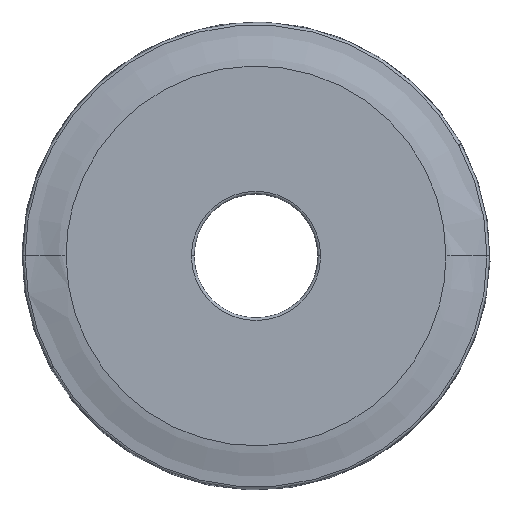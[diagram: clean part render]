
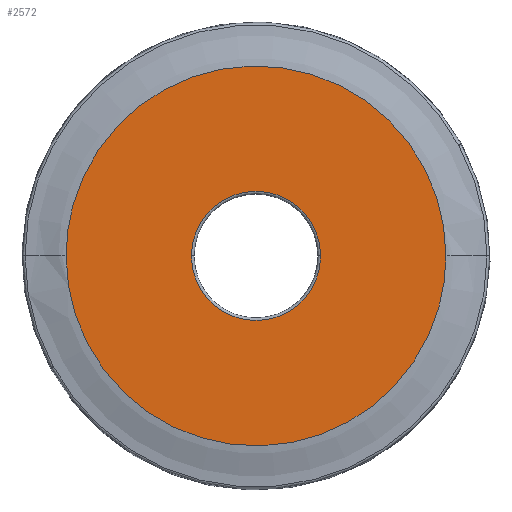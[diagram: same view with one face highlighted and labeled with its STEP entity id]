
A CAD part, top view. The second image highlights one B-rep face of the part: STEP entity #2572.
In plain terms, the highlighted planar face has unit normal (0, 0, -1).
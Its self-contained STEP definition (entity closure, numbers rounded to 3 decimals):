
#2492=AXIS2_PLACEMENT_3D('Plane Axis2P3D',#2489,#2490,#2491) ;
#2556=AXIS2_PLACEMENT_3D('Circle Axis2P3D',#2554,#2555,$) ;
#2565=AXIS2_PLACEMENT_3D('Circle Axis2P3D',#2563,#2564,$) ;
#2489=CARTESIAN_POINT('Axis2P3D Location',(0.,0.,9.9)) ;
#2495=CARTESIAN_POINT('Control Point',(21.5,0.,9.9)) ;
#2496=CARTESIAN_POINT('Control Point',(21.5,2.206,9.9)) ;
#2497=CARTESIAN_POINT('Control Point',(21.217,4.413,9.9)) ;
#2498=CARTESIAN_POINT('Control Point',(20.651,6.571,9.9)) ;
#2499=CARTESIAN_POINT('Control Point',(19.01,10.615,9.9)) ;
#2500=CARTESIAN_POINT('Control Point',(16.419,14.124,9.9)) ;
#2501=CARTESIAN_POINT('Control Point',(14.942,15.678,9.9)) ;
#2502=CARTESIAN_POINT('Control Point',(11.635,18.39,9.9)) ;
#2503=CARTESIAN_POINT('Control Point',(7.768,20.217,9.9)) ;
#2504=CARTESIAN_POINT('Control Point',(5.73,20.886,9.9)) ;
#2505=CARTESIAN_POINT('Control Point',(1.533,21.708,9.9)) ;
#2506=CARTESIAN_POINT('Control Point',(-2.738,21.484,9.9)) ;
#2507=CARTESIAN_POINT('Control Point',(-4.849,21.108,9.9)) ;
#2508=CARTESIAN_POINT('Control Point',(-8.935,19.843,9.9)) ;
#2509=CARTESIAN_POINT('Control Point',(-12.59,17.623,9.9)) ;
#2510=CARTESIAN_POINT('Control Point',(-14.271,16.291,9.9)) ;
#2511=CARTESIAN_POINT('Control Point',(-17.27,13.241,9.9)) ;
#2512=CARTESIAN_POINT('Control Point',(-19.437,9.554,9.9)) ;
#2513=CARTESIAN_POINT('Control Point',(-20.287,7.585,9.9)) ;
#2514=CARTESIAN_POINT('Control Point',(-21.079,4.864,9.9)) ;
#2515=CARTESIAN_POINT('Control Point',(-21.417,2.07,9.9)) ;
#2516=CARTESIAN_POINT('Control Point',(-21.472,1.38,9.9)) ;
#2517=CARTESIAN_POINT('Control Point',(-21.5,0.69,9.9)) ;
#2518=CARTESIAN_POINT('Control Point',(-21.5,0.,9.9)) ;
#2519=CARTESIAN_POINT('Vertex',(21.5,0.,9.9)) ;
#2521=CARTESIAN_POINT('Vertex',(-21.5,0.,9.9)) ;
#2525=CARTESIAN_POINT('Control Point',(-21.5,0.,9.9)) ;
#2526=CARTESIAN_POINT('Control Point',(-21.5,-2.206,9.9)) ;
#2527=CARTESIAN_POINT('Control Point',(-21.217,-4.413,9.9)) ;
#2528=CARTESIAN_POINT('Control Point',(-20.651,-6.571,9.9)) ;
#2529=CARTESIAN_POINT('Control Point',(-19.01,-10.615,9.9)) ;
#2530=CARTESIAN_POINT('Control Point',(-16.419,-14.124,9.9)) ;
#2531=CARTESIAN_POINT('Control Point',(-14.942,-15.678,9.9)) ;
#2532=CARTESIAN_POINT('Control Point',(-11.635,-18.39,9.9)) ;
#2533=CARTESIAN_POINT('Control Point',(-7.768,-20.217,9.9)) ;
#2534=CARTESIAN_POINT('Control Point',(-5.73,-20.886,9.9)) ;
#2535=CARTESIAN_POINT('Control Point',(-1.533,-21.708,9.9)) ;
#2536=CARTESIAN_POINT('Control Point',(2.738,-21.484,9.9)) ;
#2537=CARTESIAN_POINT('Control Point',(4.849,-21.108,9.9)) ;
#2538=CARTESIAN_POINT('Control Point',(8.935,-19.843,9.9)) ;
#2539=CARTESIAN_POINT('Control Point',(12.59,-17.623,9.9)) ;
#2540=CARTESIAN_POINT('Control Point',(14.271,-16.291,9.9)) ;
#2541=CARTESIAN_POINT('Control Point',(17.27,-13.241,9.9)) ;
#2542=CARTESIAN_POINT('Control Point',(19.437,-9.554,9.9)) ;
#2543=CARTESIAN_POINT('Control Point',(20.287,-7.585,9.9)) ;
#2544=CARTESIAN_POINT('Control Point',(21.079,-4.864,9.9)) ;
#2545=CARTESIAN_POINT('Control Point',(21.417,-2.07,9.9)) ;
#2546=CARTESIAN_POINT('Control Point',(21.472,-1.38,9.9)) ;
#2547=CARTESIAN_POINT('Control Point',(21.5,-0.69,9.9)) ;
#2548=CARTESIAN_POINT('Control Point',(21.5,0.,9.9)) ;
#2554=CARTESIAN_POINT('Axis2P3D Location',(0.,0.,9.9)) ;
#2558=CARTESIAN_POINT('Vertex',(7.312,0.,9.9)) ;
#2560=CARTESIAN_POINT('Vertex',(-7.312,0.,9.9)) ;
#2563=CARTESIAN_POINT('Axis2P3D Location',(0.,0.,9.9)) ;
#2490=DIRECTION('Axis2P3D Direction',(0.,0.,-1.)) ;
#2491=DIRECTION('Axis2P3D XDirection',(0.,1.,0.)) ;
#2555=DIRECTION('Axis2P3D Direction',(0.,0.,-1.)) ;
#2564=DIRECTION('Axis2P3D Direction',(0.,0.,-1.)) ;
#2551=ORIENTED_EDGE('',*,*,#2523,.F.) ;
#2552=ORIENTED_EDGE('',*,*,#2549,.F.) ;
#2569=ORIENTED_EDGE('',*,*,#2562,.F.) ;
#2570=ORIENTED_EDGE('',*,*,#2567,.F.) ;
#2571=FACE_BOUND('',#2568,.T.) ;
#2572=ADVANCED_FACE('Extraction.1',(#2553,#2571),#2493,.T.) ;
#2494=B_SPLINE_CURVE_WITH_KNOTS('',5,(#2495,#2496,#2497,#2498,#2499,#2500,#2501,#2502,#2503,#2504,#2505,#2506,#2507,#2508,#2509,#2510,#2511,#2512,#2513,#2514,#2515,#2516,#2517,#2518),.UNSPECIFIED.,.F.,.U.,(6,3,3,3,3,3,3,6),(0.,16.422,32.22,48.018,63.814,79.612,95.41,100.545),.UNSPECIFIED.) ;
#2524=B_SPLINE_CURVE_WITH_KNOTS('',5,(#2525,#2526,#2527,#2528,#2529,#2530,#2531,#2532,#2533,#2534,#2535,#2536,#2537,#2538,#2539,#2540,#2541,#2542,#2543,#2544,#2545,#2546,#2547,#2548),.UNSPECIFIED.,.F.,.U.,(6,3,3,3,3,3,3,6),(0.,16.422,32.22,48.018,63.814,79.612,95.41,100.545),.UNSPECIFIED.) ;
#2557=CIRCLE('generated circle',#2556,7.312) ;
#2566=CIRCLE('generated circle',#2565,7.312) ;
#2523=EDGE_CURVE('',#2520,#2522,#2494,.T.) ;
#2549=EDGE_CURVE('',#2522,#2520,#2524,.T.) ;
#2562=EDGE_CURVE('',#2559,#2561,#2557,.T.) ;
#2567=EDGE_CURVE('',#2561,#2559,#2566,.T.) ;
#2550=EDGE_LOOP('',(#2551,#2552)) ;
#2568=EDGE_LOOP('',(#2569,#2570)) ;
#2553=FACE_OUTER_BOUND('',#2550,.T.) ;
#2493=PLANE('',#2492) ;
#2520=VERTEX_POINT('',#2519) ;
#2522=VERTEX_POINT('',#2521) ;
#2559=VERTEX_POINT('',#2558) ;
#2561=VERTEX_POINT('',#2560) ;
